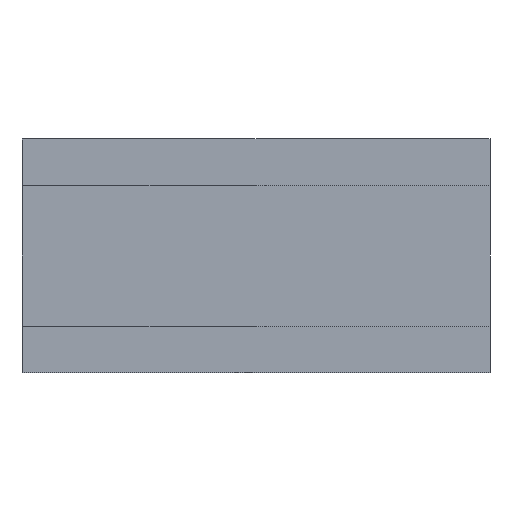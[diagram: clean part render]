
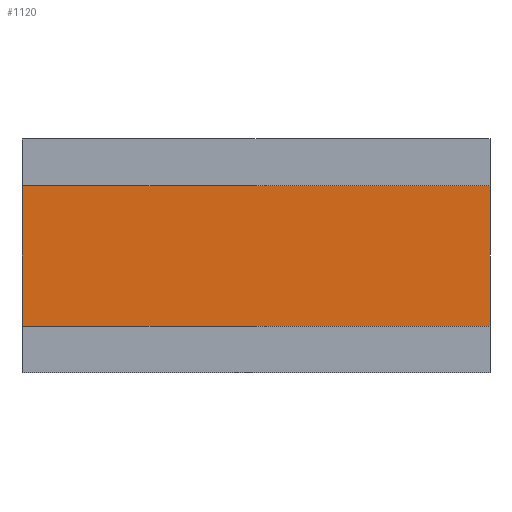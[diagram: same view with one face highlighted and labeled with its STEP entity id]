
A CAD part, front view. The second image highlights one B-rep face of the part: STEP entity #1120.
In plain terms, the highlighted planar face has unit normal (0, -1, 0).
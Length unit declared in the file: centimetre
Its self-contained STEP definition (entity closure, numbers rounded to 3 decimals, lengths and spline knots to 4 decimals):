
#37 = VERTEX_POINT ( 'NONE', #988 ) ;
#75 = DIRECTION ( 'NONE',  ( -1., 0., 0. ) ) ;
#103 = CARTESIAN_POINT ( 'NONE',  ( 4.9769, -3.0999, 1.5 ) ) ;
#160 = VECTOR ( 'NONE', #1362, 100. ) ;
#197 = CARTESIAN_POINT ( 'NONE',  ( 4.9769, -3.0999, 2.5 ) ) ;
#205 = CARTESIAN_POINT ( 'NONE',  ( -5.0231, -3.0999, -1.5 ) ) ;
#210 = DIRECTION ( 'NONE',  ( 0., 1., 0. ) ) ;
#242 = VERTEX_POINT ( 'NONE', #735 ) ;
#308 = CARTESIAN_POINT ( 'NONE',  ( 4.9769, -3.0999, -1.5 ) ) ;
#316 = LINE ( 'NONE', #529, #160 ) ;
#359 = VECTOR ( 'NONE', #629, 100. ) ;
#375 = VERTEX_POINT ( 'NONE', #774 ) ;
#380 = CARTESIAN_POINT ( 'NONE',  ( 4.9769, -3.0999, 1.5 ) ) ;
#407 = AXIS2_PLACEMENT_3D ( 'NONE', #103, #210, #845 ) ;
#435 = ORIENTED_EDGE ( 'NONE', *, *, #565, .F. ) ;
#514 = LINE ( 'NONE', #308, #359 ) ;
#529 = CARTESIAN_POINT ( 'NONE',  ( -5.0231, -3.0999, 2.5 ) ) ;
#553 = EDGE_CURVE ( 'NONE', #375, #674, #514, .T. ) ;
#559 = ORIENTED_EDGE ( 'NONE', *, *, #553, .F. ) ;
#565 = EDGE_CURVE ( 'NONE', #674, #242, #316, .T. ) ;
#619 = DIRECTION ( 'NONE',  ( 0., 0., -1. ) ) ;
#629 = DIRECTION ( 'NONE',  ( -1., 0., 0. ) ) ;
#638 = EDGE_CURVE ( 'NONE', #37, #242, #706, .T. ) ;
#674 = VERTEX_POINT ( 'NONE', #205 ) ;
#706 = LINE ( 'NONE', #380, #886 ) ;
#735 = CARTESIAN_POINT ( 'NONE',  ( -5.0231, -3.0999, 1.5 ) ) ;
#768 = ORIENTED_EDGE ( 'NONE', *, *, #838, .F. ) ;
#774 = CARTESIAN_POINT ( 'NONE',  ( 4.9769, -3.0999, -1.5 ) ) ;
#793 = ORIENTED_EDGE ( 'NONE', *, *, #638, .T. ) ;
#838 = EDGE_CURVE ( 'NONE', #37, #375, #1147, .T. ) ;
#845 = DIRECTION ( 'NONE',  ( 0., 0., 1. ) ) ;
#886 = VECTOR ( 'NONE', #75, 100. ) ;
#988 = CARTESIAN_POINT ( 'NONE',  ( 4.9769, -3.0999, 1.5 ) ) ;
#1049 = PLANE ( 'NONE',  #407 ) ;
#1064 = EDGE_LOOP ( 'NONE', ( #559, #768, #793, #435 ) ) ;
#1089 = VECTOR ( 'NONE', #619, 100. ) ;
#1120 = ADVANCED_FACE ( 'NONE', ( #1366 ), #1049, .F. ) ;
#1147 = LINE ( 'NONE', #197, #1089 ) ;
#1362 = DIRECTION ( 'NONE',  ( 0., 0., 1. ) ) ;
#1366 = FACE_OUTER_BOUND ( 'NONE', #1064, .T. ) ;
